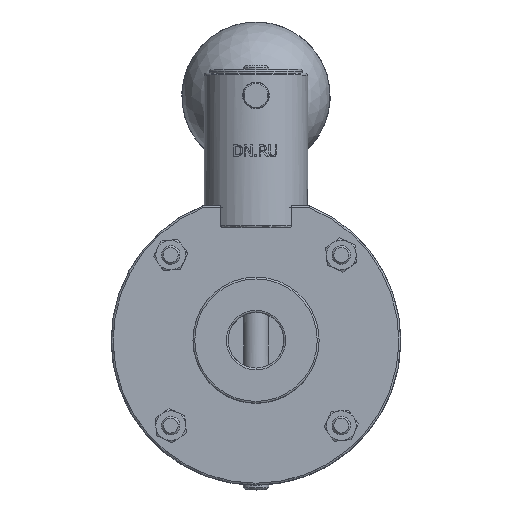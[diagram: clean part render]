
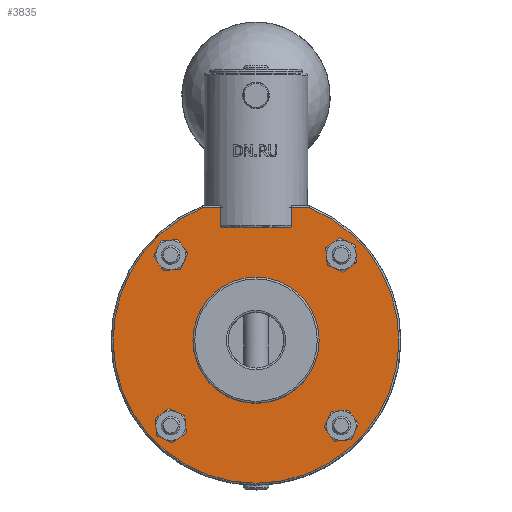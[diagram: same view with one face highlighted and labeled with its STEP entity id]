
A CAD part, top view. The second image highlights one B-rep face of the part: STEP entity #3835.
In plain terms, the highlighted planar face has unit normal (0, 0, 1).
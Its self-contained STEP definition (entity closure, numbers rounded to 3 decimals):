
#239=FACE_BOUND('',#1160,.T.);
#240=FACE_BOUND('',#1161,.T.);
#241=FACE_BOUND('',#1162,.T.);
#242=FACE_BOUND('',#1163,.T.);
#243=FACE_BOUND('',#1164,.T.);
#275=PLANE('',#4329);
#480=LINE('',#6847,#688);
#688=VECTOR('',#5036,10.);
#916=FACE_OUTER_BOUND('',#1159,.T.);
#1159=EDGE_LOOP('',(#2861,#2862));
#1160=EDGE_LOOP('',(#2863));
#1161=EDGE_LOOP('',(#2864));
#1162=EDGE_LOOP('',(#2865));
#1163=EDGE_LOOP('',(#2866));
#1164=EDGE_LOOP('',(#2867));
#1354=CIRCLE('',#4162,17.);
#1455=CIRCLE('',#4322,38.5);
#1460=CIRCLE('',#4330,2.5);
#1461=CIRCLE('',#4331,2.5);
#1462=CIRCLE('',#4332,2.5);
#1463=CIRCLE('',#4333,2.5);
#1567=VERTEX_POINT('',#5707);
#1731=VERTEX_POINT('',#6816);
#1736=VERTEX_POINT('',#6830);
#1741=VERTEX_POINT('',#6861);
#1742=VERTEX_POINT('',#6863);
#1743=VERTEX_POINT('',#6865);
#1744=VERTEX_POINT('',#6867);
#1932=EDGE_CURVE('',#1567,#1567,#1354,.T.);
#2155=EDGE_CURVE('',#1731,#1736,#1455,.T.);
#2157=EDGE_CURVE('',#1736,#1731,#480,.T.);
#2165=EDGE_CURVE('',#1741,#1741,#1460,.T.);
#2166=EDGE_CURVE('',#1742,#1742,#1461,.T.);
#2167=EDGE_CURVE('',#1743,#1743,#1462,.T.);
#2168=EDGE_CURVE('',#1744,#1744,#1463,.T.);
#2861=ORIENTED_EDGE('',*,*,#2155,.F.);
#2862=ORIENTED_EDGE('',*,*,#2157,.F.);
#2863=ORIENTED_EDGE('',*,*,#1932,.T.);
#2864=ORIENTED_EDGE('',*,*,#2165,.T.);
#2865=ORIENTED_EDGE('',*,*,#2166,.T.);
#2866=ORIENTED_EDGE('',*,*,#2167,.T.);
#2867=ORIENTED_EDGE('',*,*,#2168,.T.);
#3835=ADVANCED_FACE('',(#916,#239,#240,#241,#242,#243),#275,.T.);
#4162=AXIS2_PLACEMENT_3D('',#5709,#4643,#4644);
#4322=AXIS2_PLACEMENT_3D('',#6831,#5032,#5033);
#4329=AXIS2_PLACEMENT_3D('',#6860,#5050,#5051);
#4330=AXIS2_PLACEMENT_3D('',#6862,#5052,#5053);
#4331=AXIS2_PLACEMENT_3D('',#6864,#5054,#5055);
#4332=AXIS2_PLACEMENT_3D('',#6866,#5056,#5057);
#4333=AXIS2_PLACEMENT_3D('',#6868,#5058,#5059);
#4643=DIRECTION('center_axis',(0.,0.,-1.));
#4644=DIRECTION('ref_axis',(1.,0.,0.));
#5032=DIRECTION('center_axis',(0.,0.,-1.));
#5033=DIRECTION('ref_axis',(0.,-1.,0.));
#5036=DIRECTION('',(1.,0.,0.));
#5050=DIRECTION('center_axis',(0.,0.,1.));
#5051=DIRECTION('ref_axis',(1.,0.,0.));
#5052=DIRECTION('center_axis',(0.,0.,-1.));
#5053=DIRECTION('ref_axis',(-1.,0.,0.));
#5054=DIRECTION('center_axis',(0.,0.,-1.));
#5055=DIRECTION('ref_axis',(-1.,0.,0.));
#5056=DIRECTION('center_axis',(0.,0.,-1.));
#5057=DIRECTION('ref_axis',(-1.,0.,0.));
#5058=DIRECTION('center_axis',(0.,0.,-1.));
#5059=DIRECTION('ref_axis',(-1.,0.,0.));
#5707=CARTESIAN_POINT('',(-17.,0.,10.1));
#5709=CARTESIAN_POINT('Origin',(0.,0.,10.1));
#6816=CARTESIAN_POINT('',(14.414,35.7,10.1));
#6830=CARTESIAN_POINT('',(-14.414,35.7,10.1));
#6831=CARTESIAN_POINT('Origin',(0.,0.,10.1));
#6847=CARTESIAN_POINT('',(0.,35.7,10.1));
#6860=CARTESIAN_POINT('Origin',(0.,0.,10.1));
#6861=CARTESIAN_POINT('',(25.481,22.981,10.1));
#6862=CARTESIAN_POINT('Origin',(22.981,22.981,10.1));
#6863=CARTESIAN_POINT('',(-20.481,22.981,10.1));
#6864=CARTESIAN_POINT('Origin',(-22.981,22.981,10.1));
#6865=CARTESIAN_POINT('',(-20.481,-22.981,10.1));
#6866=CARTESIAN_POINT('Origin',(-22.981,-22.981,10.1));
#6867=CARTESIAN_POINT('',(25.481,-22.981,10.1));
#6868=CARTESIAN_POINT('Origin',(22.981,-22.981,10.1));
